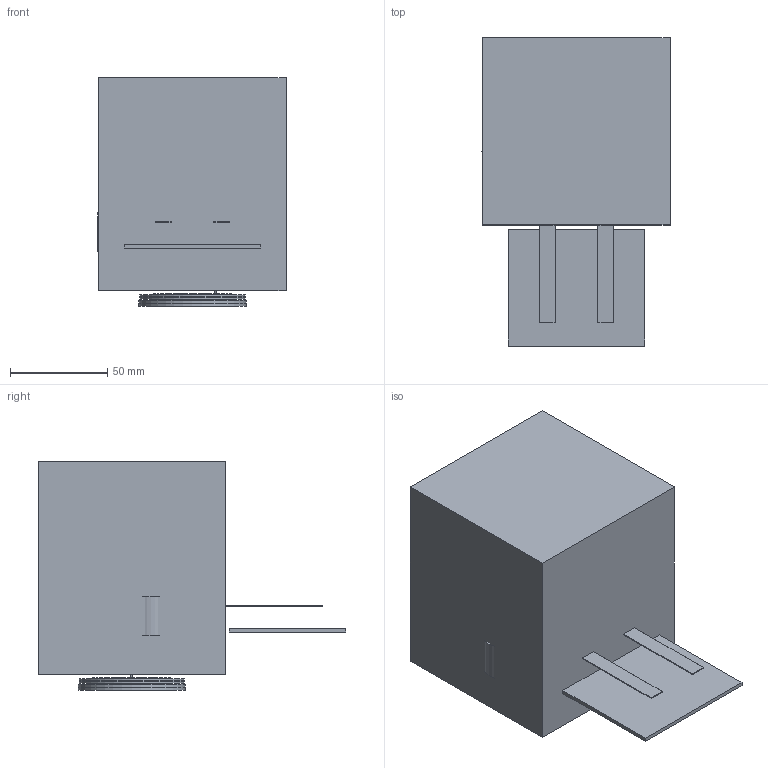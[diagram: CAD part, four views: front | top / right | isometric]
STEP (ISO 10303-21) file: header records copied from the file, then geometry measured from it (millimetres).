
FILE_DESCRIPTION(('FreeCAD Model'),'2;1');
FILE_NAME('Open CASCADE Shape Model','2025-08-26T19:07:49',('Author'),( ''),'Open CASCADE STEP processor 7.8','FreeCAD','Unknown');
FILE_SCHEMA(('AUTOMOTIVE_DESIGN { 1 0 10303 214 1 1 1 1 }'));
Length unit declared in the file: millimetre
Products named in the file (41): T1_Grid_1; Heater; PPU_1; TankI2; RW; MTQ_Y; PPU_2; Backplane; MTQ_X; IMU; MTQ_Z; Star; ArmLink; LiDAR; Cam; ArmBase; ArmTool; G1_Base; ChassisInner; Baseplate; G1_PitchRing; G1_MotorYaw; G1_YawRing; G1_MotorPitch; G1_PivotL; G1_PivotR; T1_Frame; T1_Ceramic; T1_Spacer_1; T1_Grid_2; T1_Head; T1_Spacer_2; T1_Grid_3; T1_Discharge; T1_NeutralBracket; Radiator; S1_MLI; T1_Neutralizer; S1_Shroud; Strap_1 ...
Bounding box: 96.5 x 158 x 117.5 mm (x, y, z)
Volume: 1320024.5 mm3; surface area: 293189.3 mm2
Topology: 41 solids, 42 shells, 214 faces, 384 edges, 256 vertices
Faces by surface type: plane 178, cylinder 36
Full cylindrical faces by diameter (mm): 1 x1, 2.1 x6, 3 x2, 14 x1, 25 x1, 26 x1, 34 x3, 36 x1, 40 x4, 41 x2, 42 x2, 42.6 x1, 45 x1, 54 x2, 55 x3, 61 x1, 88.25 x1, 88.5 x1, 89 x1, 90 x1
Entity records: 10957 total; most frequent: CARTESIAN_POINT 1639, DIRECTION 1638, LINE 992, VECTOR 992, ORIENTED_EDGE 768, PCURVE 768, DEFINITIONAL_REPRESENTATION 768, EDGE_CURVE 384
